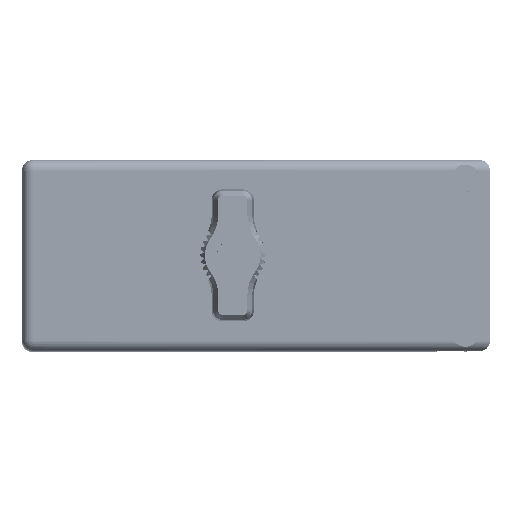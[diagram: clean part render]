
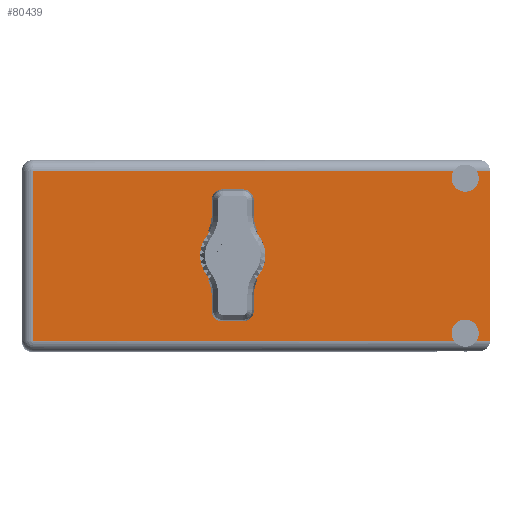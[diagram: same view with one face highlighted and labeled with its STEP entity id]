
A CAD part, top view. The second image highlights one B-rep face of the part: STEP entity #80439.
In plain terms, the highlighted face is planar.
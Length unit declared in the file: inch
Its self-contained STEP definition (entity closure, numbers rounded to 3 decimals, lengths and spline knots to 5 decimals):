
#1996 = VECTOR ( 'NONE', #47980, 39.37008 ) ;
#3468 = CARTESIAN_POINT ( 'NONE',  ( 1.659, 1.675, 0.547 ) ) ;
#3726 = EDGE_CURVE ( 'NONE', #84881, #8982, #39608, .T. ) ;
#3799 = CARTESIAN_POINT ( 'NONE',  ( -1.289, 1.675, -0.617 ) ) ;
#4933 = ORIENTED_EDGE ( 'NONE', *, *, #37259, .F. ) ;
#6202 = EDGE_CURVE ( 'NONE', #61443, #64643, #45022, .T. ) ;
#6893 = CARTESIAN_POINT ( 'NONE',  ( 1.57281, 1.675, 0.547 ) ) ;
#7313 = ORIENTED_EDGE ( 'NONE', *, *, #95896, .T. ) ;
#7318 = DIRECTION ( 'NONE',  ( -1., 0., 0. ) ) ;
#8958 = DIRECTION ( 'NONE',  ( 0., 1., 0. ) ) ;
#8982 = VERTEX_POINT ( 'NONE', #10099 ) ;
#9171 = VERTEX_POINT ( 'NONE', #56985 ) ;
#9650 = EDGE_CURVE ( 'NONE', #43249, #18353, #88680, .T. ) ;
#10055 = CARTESIAN_POINT ( 'NONE',  ( -1.289, 1.675, 0.547 ) ) ;
#10099 = CARTESIAN_POINT ( 'NONE',  ( 1.57281, 1.675, -0.547 ) ) ;
#10762 = ORIENTED_EDGE ( 'NONE', *, *, #43385, .T. ) ;
#12814 = DIRECTION ( 'NONE',  ( 0., 0., 1. ) ) ;
#13099 = AXIS2_PLACEMENT_3D ( 'NONE', #61189, #16572, #91924 ) ;
#14852 = DIRECTION ( 'NONE',  ( 0., 1., 0. ) ) ;
#16572 = DIRECTION ( 'NONE',  ( 0., 1., 0. ) ) ;
#16882 = VERTEX_POINT ( 'NONE', #79428 ) ;
#17130 = ORIENTED_EDGE ( 'NONE', *, *, #41841, .F. ) ;
#18353 = VERTEX_POINT ( 'NONE', #62524 ) ;
#19289 = DIRECTION ( 'NONE',  ( -1., 0., 0. ) ) ;
#20905 = LINE ( 'NONE', #31348, #92155 ) ;
#21029 = AXIS2_PLACEMENT_3D ( 'NONE', #66284, #14852, #67245 ) ;
#21296 = CARTESIAN_POINT ( 'NONE',  ( 1.42519, 1.675, -0.547 ) ) ;
#24404 = LINE ( 'NONE', #3468, #95577 ) ;
#24518 = EDGE_CURVE ( 'NONE', #80963, #16882, #95364, .T. ) ;
#26452 = FACE_OUTER_BOUND ( 'NONE', #74658, .T. ) ;
#29007 = AXIS2_PLACEMENT_3D ( 'NONE', #57173, #49389, #79361 ) ;
#29054 = ORIENTED_EDGE ( 'NONE', *, *, #9650, .F. ) ;
#29242 = EDGE_CURVE ( 'NONE', #80963, #9171, #93797, .T. ) ;
#29768 = CARTESIAN_POINT ( 'NONE',  ( 1.659, 1.675, 0.547 ) ) ;
#30956 = CARTESIAN_POINT ( 'NONE',  ( 1.659, 1.675, -0.547 ) ) ;
#31348 = CARTESIAN_POINT ( 'NONE',  ( 1.659, 1.675, 0.547 ) ) ;
#33696 = ORIENTED_EDGE ( 'NONE', *, *, #78722, .T. ) ;
#34736 = ORIENTED_EDGE ( 'NONE', *, *, #43358, .F. ) ;
#36099 = VECTOR ( 'NONE', #56626, 39.37008 ) ;
#36512 = AXIS2_PLACEMENT_3D ( 'NONE', #54301, #8958, #61724 ) ;
#37259 = EDGE_CURVE ( 'NONE', #9171, #8982, #62300, .T. ) ;
#37273 = VECTOR ( 'NONE', #7318, 39.37008 ) ;
#37732 = CARTESIAN_POINT ( 'NONE',  ( -1.359, 1.675, -0.547 ) ) ;
#39608 = LINE ( 'NONE', #37732, #37273 ) ;
#41841 = EDGE_CURVE ( 'NONE', #64643, #89768, #45272, .T. ) ;
#43111 = CARTESIAN_POINT ( 'NONE',  ( 1.499, 1.675, 0.5 ) ) ;
#43249 = VERTEX_POINT ( 'NONE', #77491 ) ;
#43358 = EDGE_CURVE ( 'NONE', #18353, #43249, #55838, .T. ) ;
#43385 = EDGE_CURVE ( 'NONE', #16882, #70388, #60597, .T. ) ;
#45022 = CIRCLE ( 'NONE', #72511, 0.0875 ) ;
#45208 = AXIS2_PLACEMENT_3D ( 'NONE', #82352, #45844, #62342 ) ;
#45272 = CIRCLE ( 'NONE', #21029, 0.0875 ) ;
#45844 = DIRECTION ( 'NONE',  ( 0., 1., 0. ) ) ;
#47980 = DIRECTION ( 'NONE',  ( 0., 0., 1. ) ) ;
#49389 = DIRECTION ( 'NONE',  ( 0., 1., 0. ) ) ;
#50080 = DIRECTION ( 'NONE',  ( 0., 1., 0. ) ) ;
#51249 = DIRECTION ( 'NONE',  ( 0., 1., 0. ) ) ;
#54301 = CARTESIAN_POINT ( 'NONE',  ( -1.359, 1.675, -0.617 ) ) ;
#54522 = LINE ( 'NONE', #92674, #1996 ) ;
#54636 = EDGE_CURVE ( 'NONE', #84881, #87995, #54522, .T. ) ;
#55838 = CIRCLE ( 'NONE', #13099, 0.125 ) ;
#56626 = DIRECTION ( 'NONE',  ( 0., 0., 1. ) ) ;
#56735 = ORIENTED_EDGE ( 'NONE', *, *, #6202, .F. ) ;
#56985 = CARTESIAN_POINT ( 'NONE',  ( 1.499, 1.675, -0.4125 ) ) ;
#57173 = CARTESIAN_POINT ( 'NONE',  ( 1.499, 1.675, -0.5 ) ) ;
#57664 = EDGE_LOOP ( 'NONE', ( #34736, #29054 ) ) ;
#60597 = LINE ( 'NONE', #3799, #36099 ) ;
#61189 = CARTESIAN_POINT ( 'NONE',  ( 0., 1.675, 0. ) ) ;
#61443 = VERTEX_POINT ( 'NONE', #6893 ) ;
#61724 = DIRECTION ( 'NONE',  ( -1., 0., 0. ) ) ;
#62300 = CIRCLE ( 'NONE', #45208, 0.0875 ) ;
#62342 = DIRECTION ( 'NONE',  ( 0., 0., 1. ) ) ;
#62524 = CARTESIAN_POINT ( 'NONE',  ( 0., 1.675, 0.125 ) ) ;
#63713 = DIRECTION ( 'NONE',  ( 0., 0., 1. ) ) ;
#64643 = VERTEX_POINT ( 'NONE', #67900 ) ;
#66284 = CARTESIAN_POINT ( 'NONE',  ( 1.499, 1.675, 0.5 ) ) ;
#67245 = DIRECTION ( 'NONE',  ( 0., 0., 1. ) ) ;
#67900 = CARTESIAN_POINT ( 'NONE',  ( 1.499, 1.675, 0.4125 ) ) ;
#68061 = DIRECTION ( 'NONE',  ( 1., 0., 0. ) ) ;
#68368 = AXIS2_PLACEMENT_3D ( 'NONE', #79074, #50080, #63713 ) ;
#68614 = PLANE ( 'NONE',  #36512 ) ;
#68865 = CARTESIAN_POINT ( 'NONE',  ( -1.359, 1.675, -0.547 ) ) ;
#70386 = ORIENTED_EDGE ( 'NONE', *, *, #29242, .F. ) ;
#70388 = VERTEX_POINT ( 'NONE', #10055 ) ;
#70778 = VECTOR ( 'NONE', #19289, 39.37008 ) ;
#72242 = ORIENTED_EDGE ( 'NONE', *, *, #3726, .T. ) ;
#72511 = AXIS2_PLACEMENT_3D ( 'NONE', #43111, #51249, #12814 ) ;
#72636 = CARTESIAN_POINT ( 'NONE',  ( 1.42519, 1.675, 0.547 ) ) ;
#74658 = EDGE_LOOP ( 'NONE', ( #7313, #17130, #56735, #33696, #93708, #72242, #4933, #70386, #88508, #10762 ) ) ;
#77491 = CARTESIAN_POINT ( 'NONE',  ( 0., 1.675, -0.125 ) ) ;
#78722 = EDGE_CURVE ( 'NONE', #61443, #87995, #24404, .T. ) ;
#79074 = CARTESIAN_POINT ( 'NONE',  ( 0., 1.675, 0. ) ) ;
#79361 = DIRECTION ( 'NONE',  ( 0., 0., 1. ) ) ;
#79428 = CARTESIAN_POINT ( 'NONE',  ( -1.289, 1.675, -0.547 ) ) ;
#80439 = ADVANCED_FACE ( 'NONE', ( #88264, #26452 ), #68614, .T. ) ;
#80963 = VERTEX_POINT ( 'NONE', #21296 ) ;
#82352 = CARTESIAN_POINT ( 'NONE',  ( 1.499, 1.675, -0.5 ) ) ;
#84881 = VERTEX_POINT ( 'NONE', #30956 ) ;
#85965 = DIRECTION ( 'NONE',  ( 1., 0., 0. ) ) ;
#87995 = VERTEX_POINT ( 'NONE', #29768 ) ;
#88264 = FACE_BOUND ( 'NONE', #57664, .T. ) ;
#88508 = ORIENTED_EDGE ( 'NONE', *, *, #24518, .T. ) ;
#88680 = CIRCLE ( 'NONE', #68368, 0.125 ) ;
#89768 = VERTEX_POINT ( 'NONE', #72636 ) ;
#91924 = DIRECTION ( 'NONE',  ( 0., 0., 1. ) ) ;
#92155 = VECTOR ( 'NONE', #68061, 39.37008 ) ;
#92674 = CARTESIAN_POINT ( 'NONE',  ( 1.659, 1.675, 0.617 ) ) ;
#93708 = ORIENTED_EDGE ( 'NONE', *, *, #54636, .F. ) ;
#93797 = CIRCLE ( 'NONE', #29007, 0.0875 ) ;
#95364 = LINE ( 'NONE', #68865, #70778 ) ;
#95577 = VECTOR ( 'NONE', #85965, 39.37008 ) ;
#95896 = EDGE_CURVE ( 'NONE', #70388, #89768, #20905, .T. ) ;
